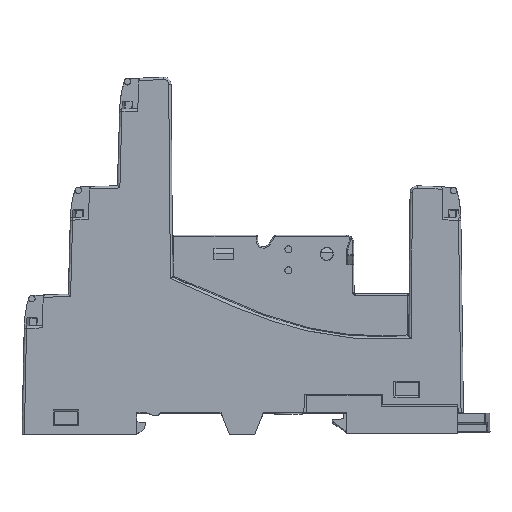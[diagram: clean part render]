
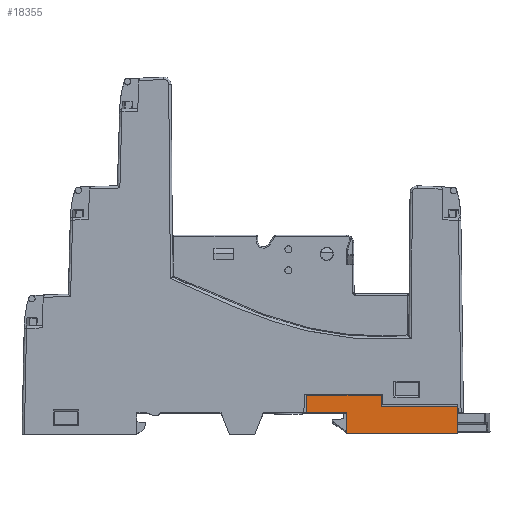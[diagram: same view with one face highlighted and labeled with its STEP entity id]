
A CAD part, top view. The second image highlights one B-rep face of the part: STEP entity #18355.
In plain terms, the highlighted planar face has unit normal (0, 0, 1).
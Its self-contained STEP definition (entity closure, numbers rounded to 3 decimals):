
#276 = ORIENTED_EDGE ( 'NONE', *, *, #3144, .T. ) ;
#771 = LINE ( 'NONE', #28008, #26746 ) ;
#1472 = DIRECTION ( 'NONE',  ( 0., 1., 0. ) ) ;
#1688 = EDGE_CURVE ( 'NONE', #12873, #28277, #34331, .T. ) ;
#2950 = CARTESIAN_POINT ( 'NONE',  ( 10.9, 3.7, 7.75 ) ) ;
#3144 = EDGE_CURVE ( 'NONE', #17069, #17120, #35324, .T. ) ;
#3478 = CARTESIAN_POINT ( 'NONE',  ( 17.729, 3.7, 7.75 ) ) ;
#5831 = CARTESIAN_POINT ( 'NONE',  ( -37.65, 61., 7.75 ) ) ;
#11508 = ORIENTED_EDGE ( 'NONE', *, *, #20567, .T. ) ;
#12873 = VERTEX_POINT ( 'NONE', #15521 ) ;
#13405 = VERTEX_POINT ( 'NONE', #45905 ) ;
#13432 = VECTOR ( 'NONE', #42322, 1000. ) ;
#13521 = DIRECTION ( 'NONE',  ( -1., 0., 0. ) ) ;
#13968 = DIRECTION ( 'NONE',  ( -1., 0., 0. ) ) ;
#14652 = CARTESIAN_POINT ( 'NONE',  ( 23.65, 4.85, 7.75 ) ) ;
#15521 = CARTESIAN_POINT ( 'NONE',  ( 10.9, 6.7, 7.75 ) ) ;
#16060 = CARTESIAN_POINT ( 'NONE',  ( 36.629, 0.2, 7.75 ) ) ;
#17029 = DIRECTION ( 'NONE',  ( 0., 0., -1. ) ) ;
#17069 = VERTEX_POINT ( 'NONE', #16060 ) ;
#17120 = VERTEX_POINT ( 'NONE', #36883 ) ;
#18355 = ADVANCED_FACE ( 'NONE', ( #25214 ), #38673, .F. ) ;
#18723 = VERTEX_POINT ( 'NONE', #14652 ) ;
#19268 = VECTOR ( 'NONE', #13521, 1000. ) ;
#19270 = LINE ( 'NONE', #3478, #37972 ) ;
#19467 = VECTOR ( 'NONE', #1472, 1000. ) ;
#20271 = CARTESIAN_POINT ( 'NONE',  ( 17.729, 0.2, 7.75 ) ) ;
#20346 = CARTESIAN_POINT ( 'NONE',  ( 10.9, 3.7, 7.75 ) ) ;
#20567 = EDGE_CURVE ( 'NONE', #17120, #18723, #771, .T. ) ;
#21213 = ORIENTED_EDGE ( 'NONE', *, *, #46102, .T. ) ;
#22139 = ORIENTED_EDGE ( 'NONE', *, *, #30305, .T. ) ;
#22974 = CARTESIAN_POINT ( 'NONE',  ( 23.65, 6.7, 7.75 ) ) ;
#24545 = DIRECTION ( 'NONE',  ( 0., -1., 0. ) ) ;
#25214 = FACE_OUTER_BOUND ( 'NONE', #25495, .T. ) ;
#25495 = EDGE_LOOP ( 'NONE', ( #22139, #30182, #29188, #276, #11508, #28391, #21213, #41434 ) ) ;
#25802 = AXIS2_PLACEMENT_3D ( 'NONE', #5831, #17029, #38979 ) ;
#26746 = VECTOR ( 'NONE', #13968, 1000. ) ;
#28008 = CARTESIAN_POINT ( 'NONE',  ( 23.65, 4.85, 7.75 ) ) ;
#28277 = VERTEX_POINT ( 'NONE', #2950 ) ;
#28391 = ORIENTED_EDGE ( 'NONE', *, *, #38119, .T. ) ;
#28674 = CARTESIAN_POINT ( 'NONE',  ( 10.9, 6.7, 7.75 ) ) ;
#29188 = ORIENTED_EDGE ( 'NONE', *, *, #29969, .T. ) ;
#29501 = VECTOR ( 'NONE', #33810, 1000. ) ;
#29969 = EDGE_CURVE ( 'NONE', #37779, #17069, #32344, .T. ) ;
#30055 = LINE ( 'NONE', #28674, #19268 ) ;
#30182 = ORIENTED_EDGE ( 'NONE', *, *, #40162, .T. ) ;
#30204 = CARTESIAN_POINT ( 'NONE',  ( 36.629, 4.85, 7.75 ) ) ;
#30305 = EDGE_CURVE ( 'NONE', #28277, #39440, #19270, .T. ) ;
#32242 = VECTOR ( 'NONE', #33727, 1000. ) ;
#32344 = LINE ( 'NONE', #40915, #29501 ) ;
#32804 = DIRECTION ( 'NONE',  ( 1., 0., 0. ) ) ;
#33727 = DIRECTION ( 'NONE',  ( 0., 1., 0. ) ) ;
#33810 = DIRECTION ( 'NONE',  ( 1., 0., 0. ) ) ;
#34331 = LINE ( 'NONE', #20346, #13432 ) ;
#34861 = CARTESIAN_POINT ( 'NONE',  ( 17.729, 0.2, 7.75 ) ) ;
#35324 = LINE ( 'NONE', #30204, #19467 ) ;
#35496 = VECTOR ( 'NONE', #24545, 1000. ) ;
#36883 = CARTESIAN_POINT ( 'NONE',  ( 36.629, 4.85, 7.75 ) ) ;
#37779 = VERTEX_POINT ( 'NONE', #34861 ) ;
#37972 = VECTOR ( 'NONE', #32804, 1000. ) ;
#38119 = EDGE_CURVE ( 'NONE', #18723, #13405, #38445, .T. ) ;
#38445 = LINE ( 'NONE', #22974, #32242 ) ;
#38673 = PLANE ( 'NONE',  #25802 ) ;
#38979 = DIRECTION ( 'NONE',  ( -1., 0., 0. ) ) ;
#39440 = VERTEX_POINT ( 'NONE', #46404 ) ;
#40162 = EDGE_CURVE ( 'NONE', #39440, #37779, #40574, .T. ) ;
#40574 = LINE ( 'NONE', #20271, #35496 ) ;
#40915 = CARTESIAN_POINT ( 'NONE',  ( 36.629, 0.2, 7.75 ) ) ;
#41434 = ORIENTED_EDGE ( 'NONE', *, *, #1688, .T. ) ;
#42322 = DIRECTION ( 'NONE',  ( 0., -1., 0. ) ) ;
#45905 = CARTESIAN_POINT ( 'NONE',  ( 23.65, 6.7, 7.75 ) ) ;
#46102 = EDGE_CURVE ( 'NONE', #13405, #12873, #30055, .T. ) ;
#46404 = CARTESIAN_POINT ( 'NONE',  ( 17.729, 3.7, 7.75 ) ) ;
